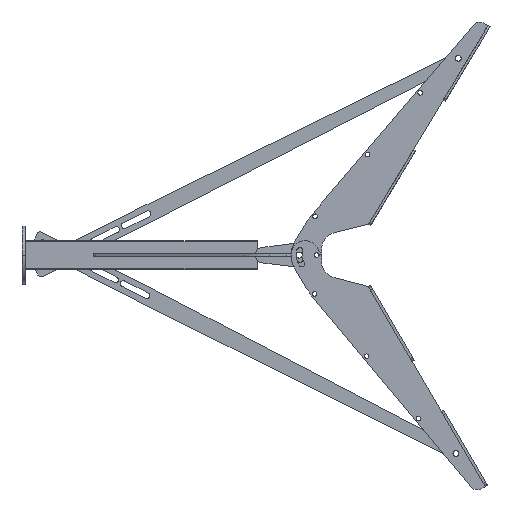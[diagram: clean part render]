
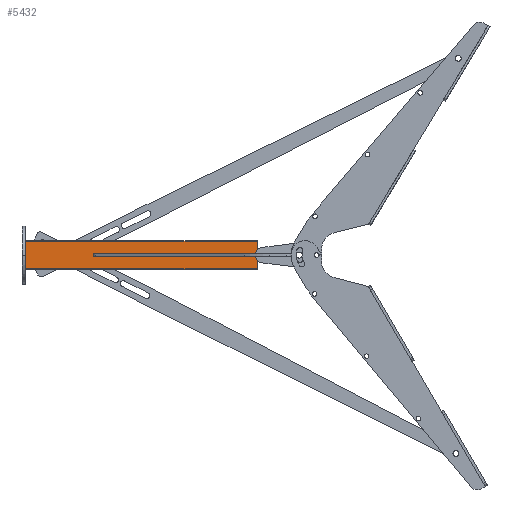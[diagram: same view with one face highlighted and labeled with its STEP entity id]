
A CAD part, left-side view. The second image highlights one B-rep face of the part: STEP entity #5432.
In plain terms, the highlighted planar face has unit normal (-1, 0, 0).
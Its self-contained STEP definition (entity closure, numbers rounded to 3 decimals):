
#206 = VECTOR ( 'NONE', #14939, 1000. ) ;
#257 = VECTOR ( 'NONE', #4818, 1000. ) ;
#276 = FACE_OUTER_BOUND ( 'NONE', #4626, .T. ) ;
#431 = EDGE_CURVE ( 'NONE', #2708, #3015, #10654, .T. ) ;
#1286 = ORIENTED_EDGE ( 'NONE', *, *, #8415, .F. ) ;
#1366 = DIRECTION ( 'NONE',  ( 0., -1., 0. ) ) ;
#2333 = VERTEX_POINT ( 'NONE', #13737 ) ;
#2708 = VERTEX_POINT ( 'NONE', #8453 ) ;
#3015 = VERTEX_POINT ( 'NONE', #8265 ) ;
#3344 = CARTESIAN_POINT ( 'NONE',  ( 0., 49., 400. ) ) ;
#3497 = CARTESIAN_POINT ( 'NONE',  ( 0., 1., 0. ) ) ;
#3640 = VECTOR ( 'NONE', #1366, 1000. ) ;
#3700 = LINE ( 'NONE', #11027, #206 ) ;
#4626 = EDGE_LOOP ( 'NONE', ( #1286, #16481, #15626, #9835 ) ) ;
#4636 = AXIS2_PLACEMENT_3D ( 'NONE', #5139, #14279, #6431 ) ;
#4818 = DIRECTION ( 'NONE',  ( 0., -1., 0. ) ) ;
#5139 = CARTESIAN_POINT ( 'NONE',  ( 0., 1., 400. ) ) ;
#5432 = ADVANCED_FACE ( 'NONE', ( #276 ), #8953, .F. ) ;
#6431 = DIRECTION ( 'NONE',  ( 0., 0., -1. ) ) ;
#7917 = CARTESIAN_POINT ( 'NONE',  ( 0., 1., 400. ) ) ;
#8118 = EDGE_CURVE ( 'NONE', #2333, #2708, #13953, .T. ) ;
#8265 = CARTESIAN_POINT ( 'NONE',  ( 0., 1., 400. ) ) ;
#8415 = EDGE_CURVE ( 'NONE', #3015, #16259, #3700, .T. ) ;
#8453 = CARTESIAN_POINT ( 'NONE',  ( 0., 49., 400. ) ) ;
#8953 = PLANE ( 'NONE',  #4636 ) ;
#9256 = VECTOR ( 'NONE', #13814, 1000. ) ;
#9464 = EDGE_CURVE ( 'NONE', #2333, #16259, #16876, .T. ) ;
#9835 = ORIENTED_EDGE ( 'NONE', *, *, #9464, .T. ) ;
#10654 = LINE ( 'NONE', #7917, #3640 ) ;
#11027 = CARTESIAN_POINT ( 'NONE',  ( 0., 1., 400. ) ) ;
#13737 = CARTESIAN_POINT ( 'NONE',  ( 0., 49., 0. ) ) ;
#13814 = DIRECTION ( 'NONE',  ( 0., 0., 1. ) ) ;
#13953 = LINE ( 'NONE', #3344, #9256 ) ;
#14279 = DIRECTION ( 'NONE',  ( 1., 0., 0. ) ) ;
#14939 = DIRECTION ( 'NONE',  ( 0., 0., -1. ) ) ;
#15626 = ORIENTED_EDGE ( 'NONE', *, *, #8118, .F. ) ;
#16259 = VERTEX_POINT ( 'NONE', #16378 ) ;
#16378 = CARTESIAN_POINT ( 'NONE',  ( 0., 1., 0. ) ) ;
#16481 = ORIENTED_EDGE ( 'NONE', *, *, #431, .F. ) ;
#16876 = LINE ( 'NONE', #3497, #257 ) ;
